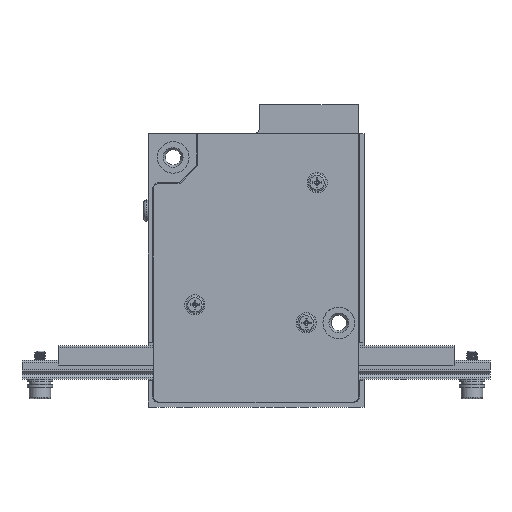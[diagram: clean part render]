
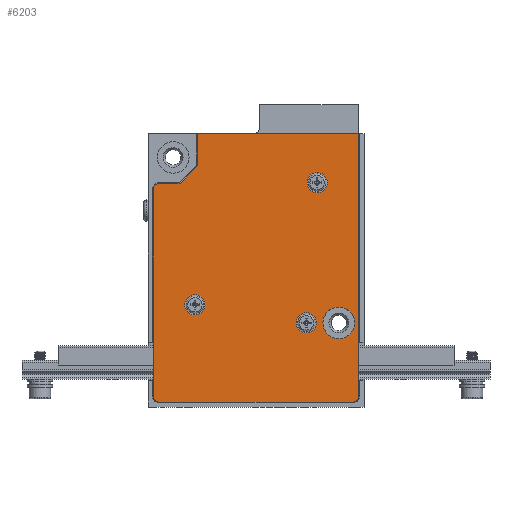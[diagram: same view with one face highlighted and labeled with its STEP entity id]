
A CAD part, top view. The second image highlights one B-rep face of the part: STEP entity #6203.
In plain terms, the highlighted planar face has unit normal (0, 0, 1).
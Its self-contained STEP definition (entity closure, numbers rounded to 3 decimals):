
#3202=PLANE('',#58901);
#3501=FACE_BOUND('',#12067,.T.);
#3502=FACE_BOUND('',#12068,.T.);
#3503=FACE_BOUND('',#12069,.T.);
#3504=FACE_BOUND('',#12070,.T.);
#3505=FACE_BOUND('',#12071,.T.);
#6203=ADVANCED_FACE('',(#3501,#3502,#3503,#3504,#3505),#3202,.T.);
#12067=EDGE_LOOP('',(#41406));
#12068=EDGE_LOOP('',(#41407));
#12069=EDGE_LOOP('',(#41408));
#12070=EDGE_LOOP('',(#41409));
#12071=EDGE_LOOP('',(#41410,#41411,#41412,#41413,#41414,#41415,#41416,#41417,
#41418,#41419));
#18967=LINE('',#92663,#25882);
#18973=LINE('',#92677,#25888);
#18975=LINE('',#92681,#25890);
#18981=LINE('',#92694,#25896);
#18984=LINE('',#92700,#25899);
#18987=LINE('',#92706,#25902);
#18990=LINE('',#92712,#25905);
#25882=VECTOR('',#72812,1.);
#25888=VECTOR('',#72820,1.);
#25890=VECTOR('',#72824,1.);
#25896=VECTOR('',#72832,1.);
#25899=VECTOR('',#72837,1.);
#25902=VECTOR('',#72842,1.);
#25905=VECTOR('',#72847,1.);
#41406=ORIENTED_EDGE('',*,*,#54483,.T.);
#41407=ORIENTED_EDGE('',*,*,#54484,.T.);
#41408=ORIENTED_EDGE('',*,*,#54485,.T.);
#41409=ORIENTED_EDGE('',*,*,#54486,.T.);
#41410=ORIENTED_EDGE('',*,*,#54465,.T.);
#41411=ORIENTED_EDGE('',*,*,#54487,.T.);
#41412=ORIENTED_EDGE('',*,*,#54467,.T.);
#41413=ORIENTED_EDGE('',*,*,#54473,.T.);
#41414=ORIENTED_EDGE('',*,*,#54476,.T.);
#41415=ORIENTED_EDGE('',*,*,#54479,.T.);
#41416=ORIENTED_EDGE('',*,*,#54482,.T.);
#41417=ORIENTED_EDGE('',*,*,#54488,.T.);
#41418=ORIENTED_EDGE('',*,*,#54459,.T.);
#41419=ORIENTED_EDGE('',*,*,#54489,.T.);
#46676=VERTEX_POINT('',#92664);
#46677=VERTEX_POINT('',#92665);
#46682=VERTEX_POINT('',#92676);
#46683=VERTEX_POINT('',#92678);
#46684=VERTEX_POINT('',#92682);
#46685=VERTEX_POINT('',#92683);
#46689=VERTEX_POINT('',#92693);
#46691=VERTEX_POINT('',#92699);
#46693=VERTEX_POINT('',#92705);
#46695=VERTEX_POINT('',#92711);
#46696=VERTEX_POINT('',#92715);
#46697=VERTEX_POINT('',#92717);
#46698=VERTEX_POINT('',#92719);
#46699=VERTEX_POINT('',#92721);
#54459=EDGE_CURVE('',#46676,#46677,#18967,.T.);
#54465=EDGE_CURVE('',#46683,#46682,#18973,.T.);
#54467=EDGE_CURVE('',#46684,#46685,#18975,.T.);
#54473=EDGE_CURVE('',#46685,#46689,#18981,.T.);
#54476=EDGE_CURVE('',#46689,#46691,#18984,.T.);
#54479=EDGE_CURVE('',#46691,#46693,#18987,.T.);
#54482=EDGE_CURVE('',#46693,#46695,#18990,.T.);
#54483=EDGE_CURVE('',#46696,#46696,#55368,.T.);
#54484=EDGE_CURVE('',#46697,#46697,#55369,.T.);
#54485=EDGE_CURVE('',#46698,#46698,#55370,.T.);
#54486=EDGE_CURVE('',#46699,#46699,#55371,.T.);
#54487=EDGE_CURVE('',#46682,#46684,#55372,.T.);
#54488=EDGE_CURVE('',#46695,#46676,#55373,.T.);
#54489=EDGE_CURVE('',#46677,#46683,#55374,.T.);
#55368=CIRCLE('',#58894,1.4);
#55369=CIRCLE('',#58895,1.4);
#55370=CIRCLE('',#58896,1.4);
#55371=CIRCLE('',#58897,2.2);
#55372=CIRCLE('',#58898,0.9);
#55373=CIRCLE('',#58899,0.9);
#55374=CIRCLE('',#58900,0.9);
#58894=AXIS2_PLACEMENT_3D('',#92714,#72850,#72851);
#58895=AXIS2_PLACEMENT_3D('',#92716,#72852,#72853);
#58896=AXIS2_PLACEMENT_3D('',#92718,#72854,#72855);
#58897=AXIS2_PLACEMENT_3D('',#92720,#72856,#72857);
#58898=AXIS2_PLACEMENT_3D('',#92722,#72858,#72859);
#58899=AXIS2_PLACEMENT_3D('',#92723,#72860,#72861);
#58900=AXIS2_PLACEMENT_3D('',#92724,#72862,#72863);
#58901=AXIS2_PLACEMENT_3D('',#92725,#72864,#72865);
#72812=DIRECTION('',(0.,-1.,0.));
#72820=DIRECTION('',(1.,0.,0.));
#72824=DIRECTION('',(0.,1.,0.));
#72832=DIRECTION('',(-1.,0.,0.));
#72837=DIRECTION('',(0.,-1.,0.));
#72842=DIRECTION('',(-0.707,-0.707,0.));
#72847=DIRECTION('',(-1.,0.,0.));
#72850=DIRECTION('',(0.,0.,-1.));
#72851=DIRECTION('',(-1.,0.,0.));
#72852=DIRECTION('',(0.,0.,-1.));
#72853=DIRECTION('',(-1.,0.,0.));
#72854=DIRECTION('',(0.,0.,-1.));
#72855=DIRECTION('',(-1.,0.,0.));
#72856=DIRECTION('',(0.,0.,-1.));
#72857=DIRECTION('',(-1.,0.,0.));
#72858=DIRECTION('',(0.,0.,1.));
#72859=DIRECTION('',(1.,0.,0.));
#72860=DIRECTION('',(0.,0.,1.));
#72861=DIRECTION('',(1.,0.,0.));
#72862=DIRECTION('',(0.,0.,1.));
#72863=DIRECTION('',(1.,0.,0.));
#72864=DIRECTION('',(0.,0.,1.));
#72865=DIRECTION('',(1.,0.,0.));
#92663=CARTESIAN_POINT('',(-14.3,30.4,0.1));
#92664=CARTESIAN_POINT('',(-14.3,29.5,0.1));
#92665=CARTESIAN_POINT('',(-14.3,0.9,0.1));
#92676=CARTESIAN_POINT('',(13.4,0.,0.1));
#92677=CARTESIAN_POINT('',(-14.3,0.,0.1));
#92678=CARTESIAN_POINT('',(-13.4,0.,0.1));
#92681=CARTESIAN_POINT('',(14.3,0.,0.1));
#92682=CARTESIAN_POINT('',(14.3,0.9,0.1));
#92683=CARTESIAN_POINT('',(14.3,37.3,0.1));
#92693=CARTESIAN_POINT('',(-8.1,37.3,0.1));
#92694=CARTESIAN_POINT('',(14.3,37.3,0.1));
#92699=CARTESIAN_POINT('',(-8.1,32.85,0.1));
#92700=CARTESIAN_POINT('',(-8.1,37.3,0.1));
#92705=CARTESIAN_POINT('',(-10.55,30.4,0.1));
#92706=CARTESIAN_POINT('',(-8.1,32.85,0.1));
#92711=CARTESIAN_POINT('',(-13.4,30.4,0.1));
#92712=CARTESIAN_POINT('',(-10.55,30.4,0.1));
#92714=CARTESIAN_POINT('',(8.485,30.485,0.1));
#92715=CARTESIAN_POINT('',(7.085,30.485,0.1));
#92716=CARTESIAN_POINT('',(7.,11.,0.1));
#92717=CARTESIAN_POINT('',(5.6,11.,0.1));
#92718=CARTESIAN_POINT('',(-8.485,13.515,0.1));
#92719=CARTESIAN_POINT('',(-9.885,13.515,0.1));
#92720=CARTESIAN_POINT('',(11.5,11.,0.1));
#92721=CARTESIAN_POINT('',(9.3,11.,0.1));
#92722=CARTESIAN_POINT('',(13.4,0.9,0.1));
#92723=CARTESIAN_POINT('',(-13.4,29.5,0.1));
#92724=CARTESIAN_POINT('',(-13.4,0.9,0.1));
#92725=CARTESIAN_POINT('',(0.,0.,0.1));
